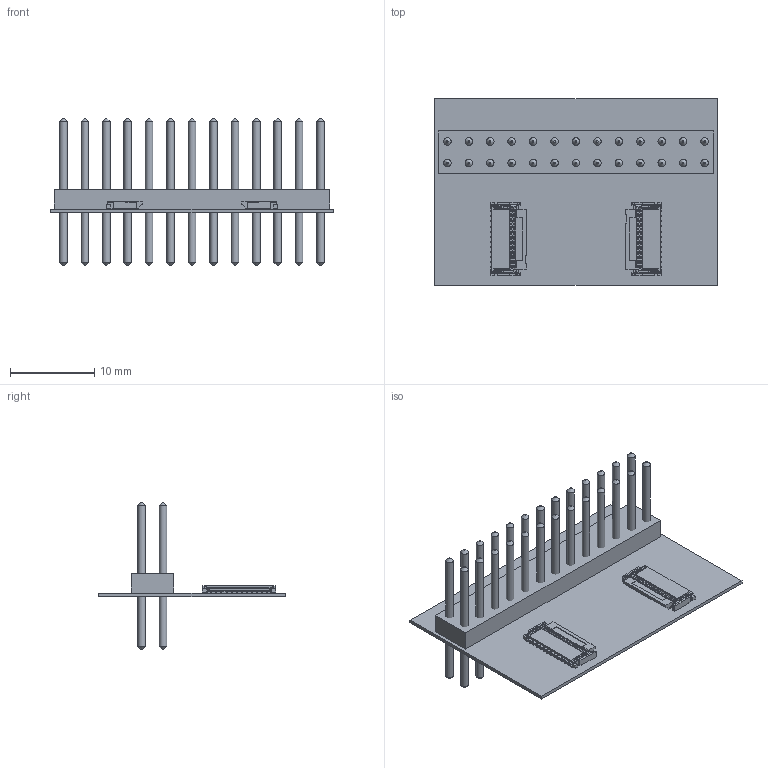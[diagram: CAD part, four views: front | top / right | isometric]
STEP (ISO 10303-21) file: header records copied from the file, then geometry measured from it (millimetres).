
FILE_DESCRIPTION(('Open CASCADE Model'),'2;1');
FILE_NAME('Open CASCADE Shape Model','2019-06-13T15:37:34',('Author'),( 'Open CASCADE'),'Open CASCADE STEP processor 6.8','Open CASCADE 6.8' ,'Unknown');
FILE_SCHEMA(('AUTOMOTIVE_DESIGN { 1 0 10303 214 1 1 1 1 }'));
Length unit declared in the file: millimetre
Products named in the file (12): PCB; Board; Open CASCADE STEP translator 6.8 2.1.1; FPC_PWR; 5022502391; Open CASCADE STEP translator 6.8 2.2.1.1; Open CASCADE STEP translator 6.8 2.2.1.2; J1; 5800814176; SimpleBody; LeadsArray; FPC_MCU
Assembly tree (12 placements, depth 4):
  PCB
    Board
      Open CASCADE STEP translator 6.8 2.1.1
    FPC_PWR
      5022502391
        Open CASCADE STEP translator 6.8 2.2.1.1
        Open CASCADE STEP translator 6.8 2.2.1.2
    J1
      5800814176
        SimpleBody
        LeadsArray
    FPC_MCU
      5022502391
        Open CASCADE STEP translator 6.8 2.2.1.1
        Open CASCADE STEP translator 6.8 2.2.1.2
Bounding box: 33.53 x 22.1 x 17.4 mm (x, y, z)
Volume: 1001.7 mm3; surface area: 3604.4 mm2
Topology: 30 solids, 30 shells, 2146 faces, 6730 edges, 4724 vertices
Faces by surface type: plane 1726, cylinder 368, cone 52
Full cylindrical faces by diameter (mm): 0.892 x26, 1.1 x26
Entity records: 39676 total; most frequent: CARTESIAN_POINT 7165, ORIENTED_EDGE 6810, DIRECTION 6421, EDGE_CURVE 3405, LINE 2925, VECTOR 2925, VERTEX_POINT 2244, AXIS2_PLACEMENT_3D 1748
